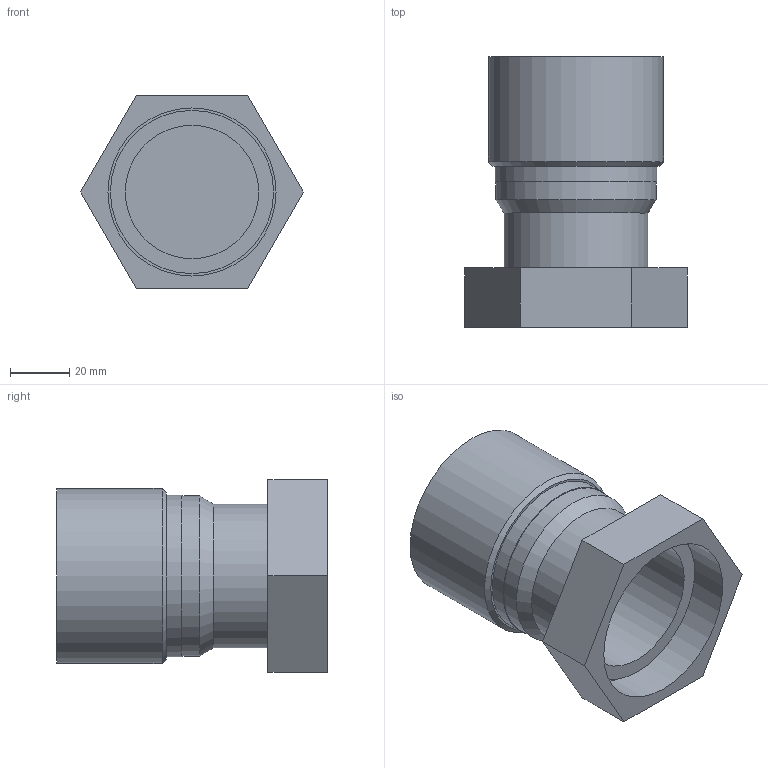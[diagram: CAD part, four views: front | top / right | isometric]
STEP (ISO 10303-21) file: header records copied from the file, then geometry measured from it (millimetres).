
FILE_DESCRIPTION(/* description */ ('Unknown'),/* implementation_level */ '2;1');
FILE_NAME(/* name */ 'F45R2DN54',/* time_stamp */ '2016-07-07T16:47:11+02:00',/* author */ ('Unknown'),/* organization */ ('Unknown'),/* preprocessor_version */ 'ST-DEVELOPER v16',/* originating_system */ 'DEX',/* authorisation */ $);
FILE_SCHEMA (('AUTOMOTIVE_DESIGN {1 0 10303 214 3 1 1}'));
Length unit declared in the file: millimetre
Products named in the file (3): F45R2DN54; LOCA2_54GEN; TUERCA2_54GEN
Assembly tree (2 placements, depth 2):
  F45R2DN54
    LOCA2_54GEN
    TUERCA2_54GEN
Bounding box: 75.06 x 91.2 x 65 mm (x, y, z)
Volume: 72576.4 mm3; surface area: 42728.6 mm2
Topology: 2 solids, 2 shells, 30 faces, 61 edges, 41 vertices
Faces by surface type: plane 16, cylinder 11, cone 3
Full cylindrical faces by diameter (mm): 44.984 x1, 48.5 x1, 48.7 x1, 51 x1, 54 x2, 54.5 x1, 55 x1, 56.656 x2, 59 x1
Entity records: 819 total; most frequent: DIRECTION 128, CARTESIAN_POINT 107, ORIENTED_EDGE 80, AXIS2_PLACEMENT_3D 55, EDGE_LOOP 52, FACE_BOUND 52, EDGE_CURVE 40, VERTEX_POINT 34
